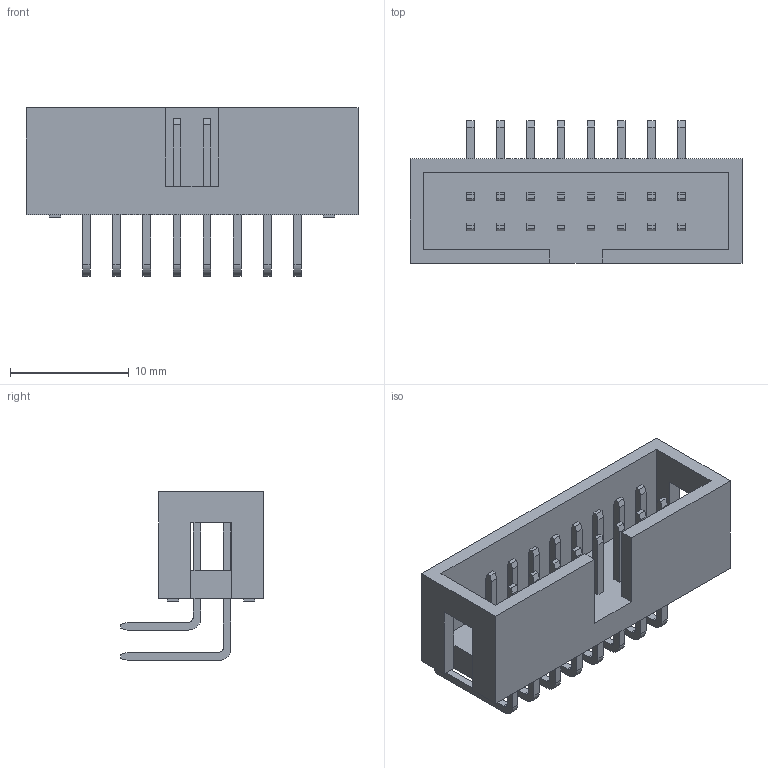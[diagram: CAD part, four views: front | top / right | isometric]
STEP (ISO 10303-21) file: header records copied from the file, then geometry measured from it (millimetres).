
FILE_DESCRIPTION(('STEP AP214'),'1');
FILE_NAME('header_awhw16a-0202-t.stp','2015-04-29T15:02:07',('TraceParts'),('TraceParts S.A.'),'XStep 1.0',' ',' ');
FILE_SCHEMA(('automotive_design'));
Length unit declared in the file: millimetre
Products named in the file (1): 1
Bounding box: 27.94 x 12.03 x 14.18 mm (x, y, z)
Volume: 1138 mm3; surface area: 2185.5 mm2
Topology: 1 solids, 1 shells, 330 faces, 884 edges, 588 vertices
Faces by surface type: plane 298, cylinder 32
Entity records: 20164 total; most frequent: CARTESIAN_POINT 1803, STYLED_ITEM 1802, PRESENTATION_STYLE_ASSIGNMENT 1802, COLOUR_RGB 1802, ORIENTED_EDGE 1768, DIRECTION 1610, EDGE_CURVE 884, CURVE_STYLE 884
